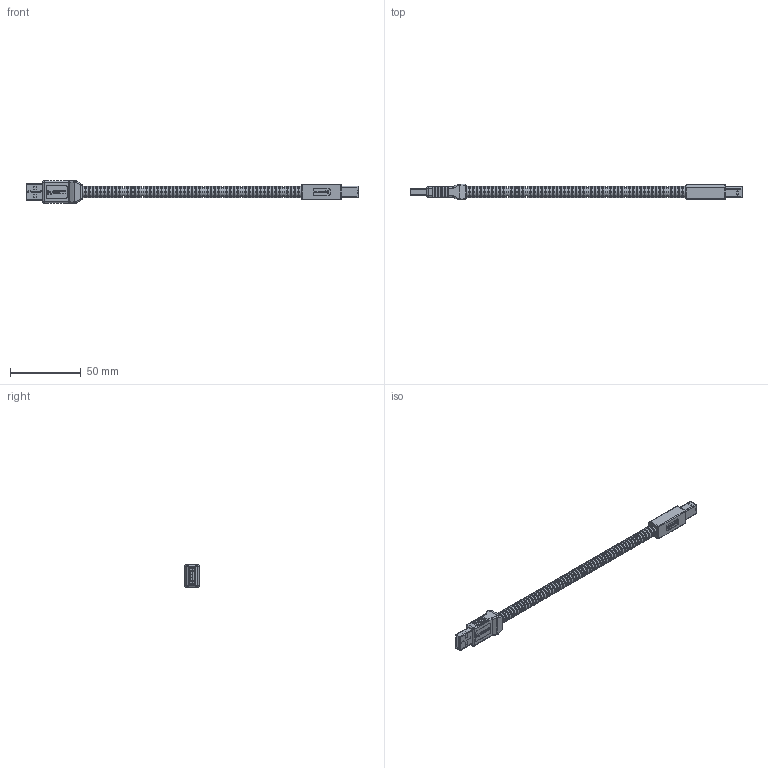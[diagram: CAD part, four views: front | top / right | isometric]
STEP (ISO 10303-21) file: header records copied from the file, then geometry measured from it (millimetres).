
FILE_DESCRIPTION (( 'STEP AP214' ), '1' );
FILE_NAME ('CSMUAB-PL.STEP', '2013-06-13T13:56:28', ( 'L-Com' ), ( 'L-Com Global Connectivity' ), 'SwSTEP 2.0', 'SolidWorks 2012', '' );
FILE_SCHEMA (( 'AUTOMOTIVE_DESIGN' ));
Length unit declared in the file: inch
Products named in the file (19): MTN-768; 1AA05-004_CRIMPED; 1AA05-004-MA2_CRIMPED; 1AA05-004-MA1; 1AA05-004 COMBINE___; 1AA05-045-MA2; 1AA05-045-MA1; 1AA05-004(USB B STR MALE SOLDER TYPE HOUSING ASSEMBLY)___; MTN-767; 1AA05-003_CRIMPED; 1AA05-003-MA5; 1AA05-003-MA4; 1AA05-003-MA3; 1AA05-003-MA2_CRIMPED; 1AA05-003-MA1; 3AC13-005_5.8 ID - 7.8 OD; CSMUAB-PL
Assembly tree (23 placements, depth 5):
  CSMUAB-PL
    3AC13-005_5.8 ID - 7.8 OD
    MTN-767
      1AA05-003_CRIMPED
        1AA05-003-MA1
        1AA05-003-MA2_CRIMPED
        1AA05-003-MA3
        1AA05-003-MA4  x4
        1AA05-003-MA5
      MTN-767
    MTN-768
      1AA05-004_CRIMPED
        1AA05-004 COMBINE___
          1AA05-004(USB B STR MALE SOLDER TYPE HOUSING ASSEMBLY)___
          1AA05-045-MA1  x2
          1AA05-045-MA2  x2
        1AA05-004-MA1
        1AA05-004-MA2_CRIMPED
      MTN-768
Bounding box: 235.35 x 11 x 15.7 mm (x, y, z)
Volume: 13166.1 mm3; surface area: 17013.8 mm2
Topology: 20 solids, 20 shells, 2028 faces, 5042 edges, 3149 vertices
Faces by surface type: plane 996, cylinder 600, torus 252, bspline 142, sphere 38
Entity records: 61649 total; most frequent: CARTESIAN_POINT 14967, DIRECTION 9489, ORIENTED_EDGE 9304, EDGE_CURVE 4652, AXIS2_PLACEMENT_3D 3355, VERTEX_POINT 2937, LINE 2779, VECTOR 2779
